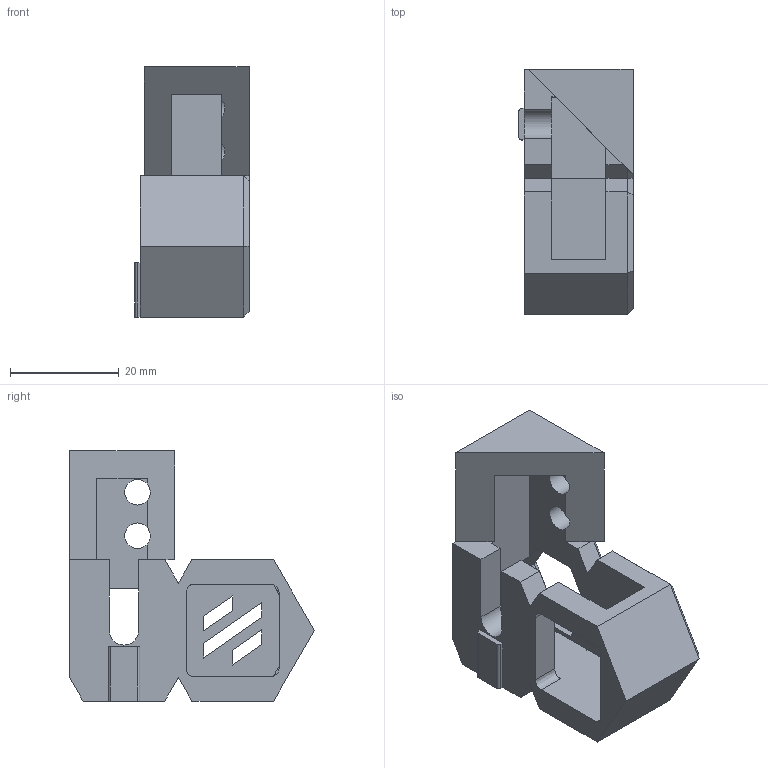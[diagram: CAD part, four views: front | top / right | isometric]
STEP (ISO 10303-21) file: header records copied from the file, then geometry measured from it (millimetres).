
FILE_DESCRIPTION(/* description */ ('STEP AP242','CAx-IF Rec.Pracs.---Representation and Presentation of Product Manufacturing Information (PMI)---4.0---2014-10-13','CAx-IF Rec.Pracs.---3D Tessellated Geometry---0.4---2014-09-14','2;1'),/* implementation_level */ '2;1');
FILE_NAME(/* name */ '3aae3d37-df5e-4878-937e-1f28cc17ccce',/* time_stamp */ '2023-03-09T22:11:05+00:00',/* author */ (''),/* organization */ (''),/* preprocessor_version */ 'ST-DEVELOPER v18.102',/* originating_system */ ' ',/* authorisation */ ' ');
FILE_SCHEMA (('AP242_MANAGED_MODEL_BASED_3D_ENGINEERING_MIM_LF { 1 0 10303 442 1 1 4 }'));
Length unit declared in the file: metre
Products named in the file (1): Part 1
Bounding box: 21 x 45.01 x 46 mm (x, y, z)
Volume: 13264.9 mm3; surface area: 8123 mm2
Topology: 1 solids, 1 shells, 97 faces, 266 edges, 167 vertices
Faces by surface type: plane 82, cylinder 13, bspline 2
Full cylindrical faces by diameter (mm): 4.7 x2
Entity records: 3082 total; most frequent: CARTESIAN_POINT 614, ORIENTED_EDGE 524, DIRECTION 468, EDGE_CURVE 262, LINE 230, VECTOR 230, VERTEX_POINT 165, AXIS2_PLACEMENT_3D 119
